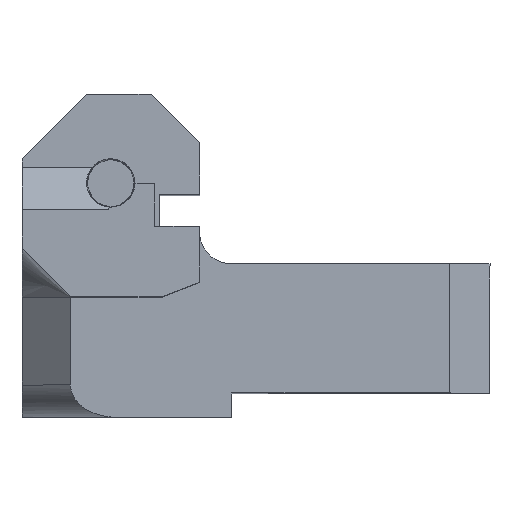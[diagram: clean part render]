
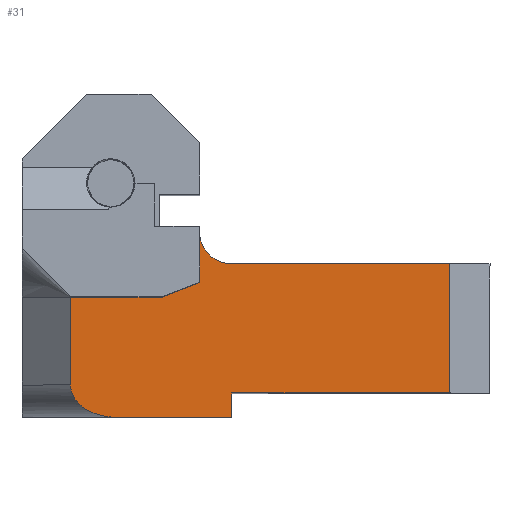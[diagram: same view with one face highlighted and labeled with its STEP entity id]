
A CAD part, top view. The second image highlights one B-rep face of the part: STEP entity #31.
In plain terms, the highlighted planar face has unit normal (0, 0, 1).
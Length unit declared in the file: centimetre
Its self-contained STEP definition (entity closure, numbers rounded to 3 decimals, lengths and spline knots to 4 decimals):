
#31=ADVANCED_FACE('',(#111),#1344,.T.);
#111=FACE_OUTER_BOUND('',#191,.T.);
#191=EDGE_LOOP('',(#283,#284,#285,#286,#287,#288,#289,#290,#291,#292,#293));
#283=ORIENTED_EDGE('',*,*,#742,.T.);
#284=ORIENTED_EDGE('',*,*,#733,.T.);
#285=ORIENTED_EDGE('',*,*,#738,.T.);
#286=ORIENTED_EDGE('',*,*,#739,.T.);
#287=ORIENTED_EDGE('',*,*,#735,.T.);
#288=ORIENTED_EDGE('',*,*,#736,.T.);
#289=ORIENTED_EDGE('',*,*,#731,.F.);
#290=ORIENTED_EDGE('',*,*,#734,.T.);
#291=ORIENTED_EDGE('',*,*,#740,.T.);
#292=ORIENTED_EDGE('',*,*,#737,.T.);
#293=ORIENTED_EDGE('',*,*,#741,.T.);
#731=EDGE_CURVE('',#1181,#1180,#1106,.T.);
#733=EDGE_CURVE('',#1185,#1184,#1108,.T.);
#734=EDGE_CURVE('',#1181,#1187,#1109,.T.);
#735=EDGE_CURVE('',#1189,#1188,#1110,.T.);
#736=EDGE_CURVE('',#1188,#1180,#1111,.T.);
#737=EDGE_CURVE('',#1186,#1190,#951,.T.);
#738=EDGE_CURVE('',#1184,#1183,#952,.T.);
#739=EDGE_CURVE('',#1183,#1189,#953,.T.);
#740=EDGE_CURVE('',#1187,#1186,#954,.T.);
#741=EDGE_CURVE('',#1190,#1191,#1112,.T.);
#742=EDGE_CURVE('',#1191,#1185,#1113,.T.);
#951=B_SPLINE_CURVE_WITH_KNOTS('',1,(#1999,#2000),.UNSPECIFIED.,.F.,.F.,
(2,2),(26.4984,39.9984),.UNSPECIFIED.);
#952=B_SPLINE_CURVE_WITH_KNOTS('',1,(#2001,#2002),.UNSPECIFIED.,.F.,.F.,
(2,2),(0.,5.6875),.UNSPECIFIED.);
#953=B_SPLINE_CURVE_WITH_KNOTS('',1,(#2003,#2004),.UNSPECIFIED.,.F.,.F.,
(2,2),(3.,8.4499),.UNSPECIFIED.);
#954=B_SPLINE_CURVE_WITH_KNOTS('',1,(#2005,#2006),.UNSPECIFIED.,.F.,.F.,
(2,2),(-7.9984,0.),.UNSPECIFIED.);
#1106=(
BOUNDED_CURVE()
B_SPLINE_CURVE(3,(#1956,#1957,#1958,#1959),.UNSPECIFIED.,.F.,.F.)
B_SPLINE_CURVE_WITH_KNOTS((4,4),(-19.0022,-17.5004),
 .UNSPECIFIED.)
CURVE()
GEOMETRIC_REPRESENTATION_ITEM()
RATIONAL_B_SPLINE_CURVE((1.,1.,1.,1.))
REPRESENTATION_ITEM('')
);
#1108=(
BOUNDED_CURVE()
B_SPLINE_CURVE(3,(#1967,#1968,#1969,#1970),.UNSPECIFIED.,.F.,.F.)
B_SPLINE_CURVE_WITH_KNOTS((4,4),(39.6574,42.1137),
 .UNSPECIFIED.)
CURVE()
GEOMETRIC_REPRESENTATION_ITEM()
RATIONAL_B_SPLINE_CURVE((1.,0.999,0.999,1.))
REPRESENTATION_ITEM('')
);
#1109=(
BOUNDED_CURVE()
B_SPLINE_CURVE(3,(#1971,#1972,#1973,#1974),.UNSPECIFIED.,.F.,.F.)
B_SPLINE_CURVE_WITH_KNOTS((4,4),(1.5018,15.0018),
 .UNSPECIFIED.)
CURVE()
GEOMETRIC_REPRESENTATION_ITEM()
RATIONAL_B_SPLINE_CURVE((1.,1.,1.,1.))
REPRESENTATION_ITEM('')
);
#1110=(
BOUNDED_CURVE()
B_SPLINE_CURVE(3,(#1975,#1976,#1977,#1978,#1979,#1980,#1981,#1982,#1983,
#1984,#1985,#1986,#1987,#1988,#1989,#1990,#1991,#1992,#1993,#1994),
 .UNSPECIFIED.,.F.,.F.)
B_SPLINE_CURVE_WITH_KNOTS((4,1,1,1,1,1,1,1,1,1,1,1,1,1,1,1,1,4),(53.2511,
53.4204,53.5964,53.78,53.9722,54.1736,
54.3848,54.6058,54.836,55.0746,55.3202,
55.5711,55.8251,56.0803,56.3343,56.5852,
56.8311,57.0702),.UNSPECIFIED.)
CURVE()
GEOMETRIC_REPRESENTATION_ITEM()
RATIONAL_B_SPLINE_CURVE((1.,1.,1.,1.,1.,1.,1.,1.,1.,1.,1.,1.,1.,1.,1.,1.,
1.,1.,1.,1.))
REPRESENTATION_ITEM('')
);
#1111=(
BOUNDED_CURVE()
B_SPLINE_CURVE(3,(#1995,#1996,#1997,#1998),.UNSPECIFIED.,.F.,.F.)
B_SPLINE_CURVE_WITH_KNOTS((4,4),(57.0702,64.2416),
 .UNSPECIFIED.)
CURVE()
GEOMETRIC_REPRESENTATION_ITEM()
RATIONAL_B_SPLINE_CURVE((1.,1.,1.,1.))
REPRESENTATION_ITEM('')
);
#1112=(
BOUNDED_CURVE()
B_SPLINE_CURVE(2,(#2007,#2008,#2009),.UNSPECIFIED.,.F.,.F.)
B_SPLINE_CURVE_WITH_KNOTS((3,3),(0.,3.1416),.UNSPECIFIED.)
CURVE()
GEOMETRIC_REPRESENTATION_ITEM()
RATIONAL_B_SPLINE_CURVE((1.,0.707,1.))
REPRESENTATION_ITEM('')
);
#1113=(
BOUNDED_CURVE()
B_SPLINE_CURVE(3,(#2010,#2011,#2012,#2013,#2014,#2015,#2016),
 .UNSPECIFIED.,.F.,.F.)
B_SPLINE_CURVE_WITH_KNOTS((4,3,4),(0.3,2.3,3.4572),
 .UNSPECIFIED.)
CURVE()
GEOMETRIC_REPRESENTATION_ITEM()
RATIONAL_B_SPLINE_CURVE((1.,1.,1.,1.,1.,1.,1.))
REPRESENTATION_ITEM('')
);
#1180=VERTEX_POINT('',#1785);
#1181=VERTEX_POINT('',#1786);
#1183=VERTEX_POINT('',#1788);
#1184=VERTEX_POINT('',#1789);
#1185=VERTEX_POINT('',#1790);
#1186=VERTEX_POINT('',#1791);
#1187=VERTEX_POINT('',#1792);
#1188=VERTEX_POINT('',#1793);
#1189=VERTEX_POINT('',#1794);
#1190=VERTEX_POINT('',#1795);
#1191=VERTEX_POINT('',#1796);
#1344=PLANE('',#1426);
#1426=AXIS2_PLACEMENT_3D('',#1556,#1491,$);
#1491=DIRECTION('',(0.,0.,1.));
#1556=CARTESIAN_POINT('',(-18.235,38.905,-11.5));
#1785=CARTESIAN_POINT('',(-8.,39.,-11.5));
#1786=CARTESIAN_POINT('',(-8.,40.5017,-11.5));
#1788=CARTESIAN_POINT('',(-18.,46.45,-11.5));
#1789=CARTESIAN_POINT('',(-12.3125,46.45,-11.5));
#1790=CARTESIAN_POINT('',(-10.,47.3428,-11.5));
#1791=CARTESIAN_POINT('',(5.5,48.5,-11.5));
#1792=CARTESIAN_POINT('',(5.5,40.5016,-11.5));
#1793=CARTESIAN_POINT('',(-15.1714,39.,-11.5));
#1794=CARTESIAN_POINT('',(-18.,41.0001,-11.5));
#1795=CARTESIAN_POINT('',(-8.,48.5,-11.5));
#1796=CARTESIAN_POINT('',(-10.,50.5,-11.5));
#1956=CARTESIAN_POINT('',(-8.,40.5017,-11.5));
#1957=CARTESIAN_POINT('',(-8.,40.0011,-11.5));
#1958=CARTESIAN_POINT('',(-8.,39.5006,-11.5));
#1959=CARTESIAN_POINT('',(-8.,39.,-11.5));
#1967=CARTESIAN_POINT('',(-10.,47.3428,-11.5));
#1968=CARTESIAN_POINT('',(-10.7825,47.0761,-11.5));
#1969=CARTESIAN_POINT('',(-11.5538,46.7784,-11.5));
#1970=CARTESIAN_POINT('',(-12.3125,46.45,-11.5));
#1971=CARTESIAN_POINT('',(-8.,40.5017,-11.5));
#1972=CARTESIAN_POINT('',(-3.5,40.5017,-11.5));
#1973=CARTESIAN_POINT('',(1.,40.5016,-11.5));
#1974=CARTESIAN_POINT('',(5.5,40.5016,-11.5));
#1975=CARTESIAN_POINT('',(-18.,41.0001,-11.5));
#1976=CARTESIAN_POINT('',(-18.,40.9436,-11.5));
#1977=CARTESIAN_POINT('',(-17.9931,40.8284,-11.5));
#1978=CARTESIAN_POINT('',(-17.9613,40.6546,-11.5));
#1979=CARTESIAN_POINT('',(-17.9062,40.4787,-11.5));
#1980=CARTESIAN_POINT('',(-17.8269,40.3028,-11.5));
#1981=CARTESIAN_POINT('',(-17.7228,40.1297,-11.5));
#1982=CARTESIAN_POINT('',(-17.5941,39.9617,-11.5));
#1983=CARTESIAN_POINT('',(-17.4415,39.8016,-11.5));
#1984=CARTESIAN_POINT('',(-17.2666,39.6517,-11.5));
#1985=CARTESIAN_POINT('',(-17.0717,39.5143,-11.5));
#1986=CARTESIAN_POINT('',(-16.8595,39.3913,-11.5));
#1987=CARTESIAN_POINT('',(-16.6331,39.2841,-11.5));
#1988=CARTESIAN_POINT('',(-16.3961,39.1939,-11.5));
#1989=CARTESIAN_POINT('',(-16.1521,39.121,-11.5));
#1990=CARTESIAN_POINT('',(-15.9047,39.0655,-11.5));
#1991=CARTESIAN_POINT('',(-15.6572,39.027,-11.5));
#1992=CARTESIAN_POINT('',(-15.4128,39.0048,-11.5));
#1993=CARTESIAN_POINT('',(-15.2511,39.,-11.5));
#1994=CARTESIAN_POINT('',(-15.1714,39.,-11.5));
#1995=CARTESIAN_POINT('',(-15.1714,39.,-11.5));
#1996=CARTESIAN_POINT('',(-12.781,39.,-11.5));
#1997=CARTESIAN_POINT('',(-10.3905,39.,-11.5));
#1998=CARTESIAN_POINT('',(-8.,39.,-11.5));
#1999=CARTESIAN_POINT('',(5.5,48.5,-11.5));
#2000=CARTESIAN_POINT('',(-8.,48.5,-11.5));
#2001=CARTESIAN_POINT('',(-12.3125,46.45,-11.5));
#2002=CARTESIAN_POINT('',(-18.,46.45,-11.5));
#2003=CARTESIAN_POINT('',(-18.,46.45,-11.5));
#2004=CARTESIAN_POINT('',(-18.,41.0001,-11.5));
#2005=CARTESIAN_POINT('',(5.5,40.5016,-11.5));
#2006=CARTESIAN_POINT('',(5.5,48.5,-11.5));
#2007=CARTESIAN_POINT('',(-8.,48.5,-11.5));
#2008=CARTESIAN_POINT('',(-10.,48.5,-11.5));
#2009=CARTESIAN_POINT('',(-10.,50.5,-11.5));
#2010=CARTESIAN_POINT('',(-10.,50.5,-11.5));
#2011=CARTESIAN_POINT('',(-10.,49.8333,-11.5));
#2012=CARTESIAN_POINT('',(-10.,49.1666,-11.5));
#2013=CARTESIAN_POINT('',(-10.,48.5,-11.5));
#2014=CARTESIAN_POINT('',(-10.,48.1143,-11.5));
#2015=CARTESIAN_POINT('',(-10.,47.7285,-11.5));
#2016=CARTESIAN_POINT('',(-10.,47.3428,-11.5));
